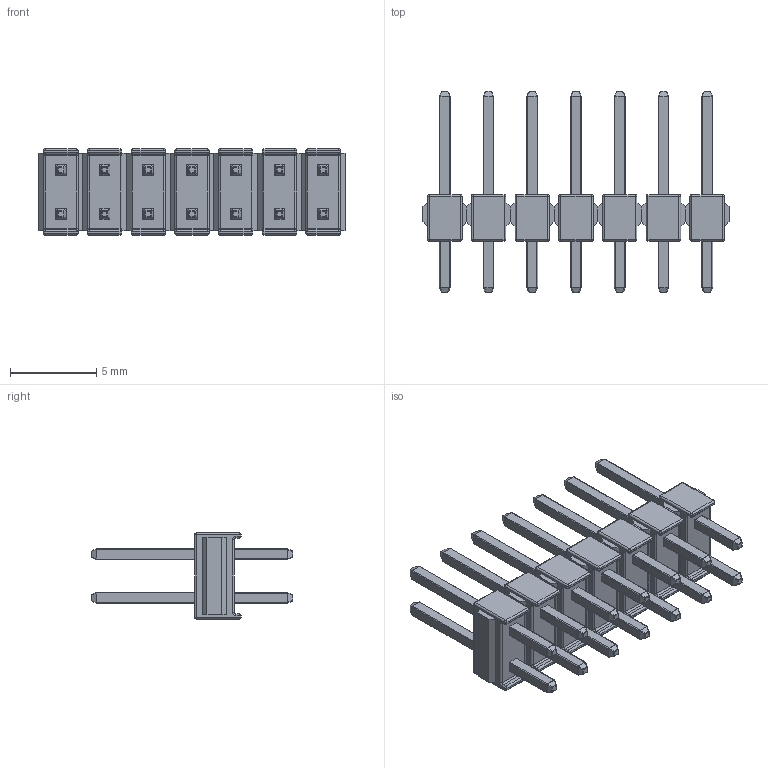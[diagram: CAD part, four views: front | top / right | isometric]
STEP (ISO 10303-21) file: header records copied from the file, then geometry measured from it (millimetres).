
FILE_DESCRIPTION (( 'STEP AP214' ), '1' );
FILE_NAME ('XG8W-1441.STEP', '2018-06-07T17:22:09', ( '' ), ( '' ), 'SwSTEP 2.0', 'SolidWorks 2014', '' );
FILE_SCHEMA (( 'AUTOMOTIVE_DESIGN' ));
Length unit declared in the file: millimetre
Products named in the file (2): XG8 Tin two Row 6mm Contact; XG8W-1441
Assembly tree (7 placements, depth 2):
  XG8W-1441
    XG8 Tin two Row 6mm Contact  x7
Bounding box: 17.78 x 11.7 x 5 mm (x, y, z)
Volume: 322.8 mm3; surface area: 989.9 mm2
Topology: 42 solids, 42 shells, 1260 faces, 2856 edges, 1484 vertices
Faces by surface type: cylinder 560, plane 420, sphere 252, torus 28
Entity records: 5519 total; most frequent: DIRECTION 884, CARTESIAN_POINT 854, ORIENTED_EDGE 760, EDGE_CURVE 380, AXIS2_PLACEMENT_3D 338, VERTEX_POINT 212, LINE 208, VECTOR 208
